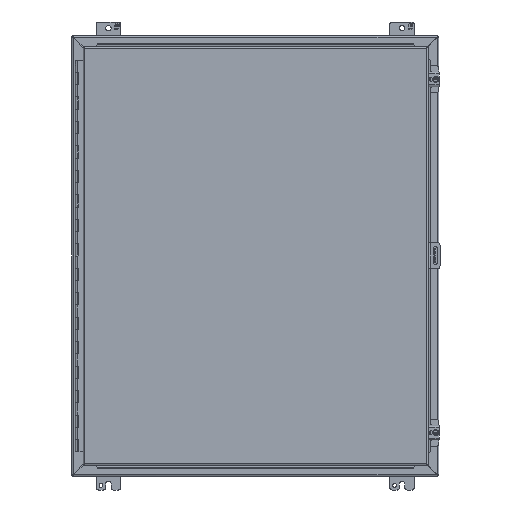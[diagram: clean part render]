
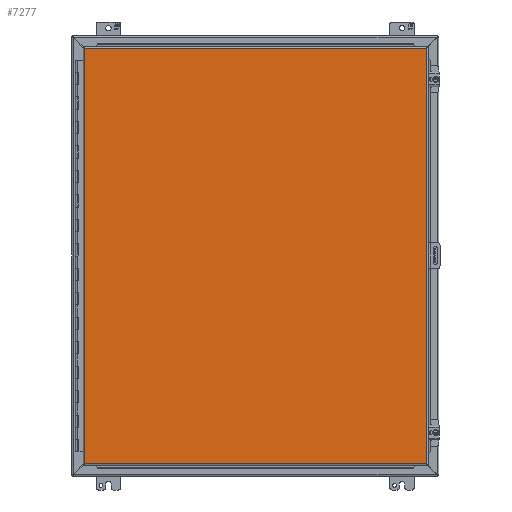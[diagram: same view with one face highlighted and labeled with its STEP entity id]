
A CAD part, front view. The second image highlights one B-rep face of the part: STEP entity #7277.
In plain terms, the highlighted planar face has unit normal (0, -1, 0).
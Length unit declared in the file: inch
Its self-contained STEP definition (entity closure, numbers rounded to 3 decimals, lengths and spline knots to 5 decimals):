
#504 = DIRECTION ( 'NONE',  ( 0., 0., 1. ) ) ;
#621 = VECTOR ( 'NONE', #44110, 39.37008 ) ;
#984 = CARTESIAN_POINT ( 'NONE',  ( 14.017, -7.185, -16.9945 ) ) ;
#1532 = DIRECTION ( 'NONE',  ( 0., -1., 0. ) ) ;
#1762 = PLANE ( 'NONE',  #16592 ) ;
#2951 = EDGE_CURVE ( 'NONE', #19100, #22071, #25924, .T. ) ;
#4729 = LINE ( 'NONE', #43888, #7394 ) ;
#5706 = FACE_OUTER_BOUND ( 'NONE', #19151, .T. ) ;
#6637 = CARTESIAN_POINT ( 'NONE',  ( -13.955, -7.185, 16.9945 ) ) ;
#7277 = ADVANCED_FACE ( 'NONE', ( #5706 ), #1762, .T. ) ;
#7394 = VECTOR ( 'NONE', #504, 39.37008 ) ;
#7454 = DIRECTION ( 'NONE',  ( 1., 0., 0. ) ) ;
#11516 = EDGE_CURVE ( 'NONE', #43633, #19100, #40757, .T. ) ;
#11647 = CARTESIAN_POINT ( 'NONE',  ( -13.955, -7.185, 16.9945 ) ) ;
#12553 = CARTESIAN_POINT ( 'NONE',  ( 14.017, -7.185, 16.9945 ) ) ;
#15743 = ORIENTED_EDGE ( 'NONE', *, *, #39931, .F. ) ;
#16592 = AXIS2_PLACEMENT_3D ( 'NONE', #34403, #1532, #23420 ) ;
#17801 = EDGE_CURVE ( 'NONE', #22071, #28689, #4729, .T. ) ;
#19100 = VERTEX_POINT ( 'NONE', #22950 ) ;
#19151 = EDGE_LOOP ( 'NONE', ( #20581, #15743, #32353, #27594 ) ) ;
#20581 = ORIENTED_EDGE ( 'NONE', *, *, #11516, .F. ) ;
#22071 = VERTEX_POINT ( 'NONE', #32687 ) ;
#22950 = CARTESIAN_POINT ( 'NONE',  ( 14.017, -7.185, -16.9945 ) ) ;
#23420 = DIRECTION ( 'NONE',  ( 0., 0., -1. ) ) ;
#25924 = LINE ( 'NONE', #984, #621 ) ;
#27594 = ORIENTED_EDGE ( 'NONE', *, *, #2951, .F. ) ;
#28689 = VERTEX_POINT ( 'NONE', #6637 ) ;
#31605 = VECTOR ( 'NONE', #37271, 39.37008 ) ;
#32353 = ORIENTED_EDGE ( 'NONE', *, *, #17801, .F. ) ;
#32687 = CARTESIAN_POINT ( 'NONE',  ( -13.955, -7.185, -16.9945 ) ) ;
#32873 = LINE ( 'NONE', #11647, #43382 ) ;
#34403 = CARTESIAN_POINT ( 'NONE',  ( -13.955, -7.185, -16.9945 ) ) ;
#37271 = DIRECTION ( 'NONE',  ( 0., 0., -1. ) ) ;
#39931 = EDGE_CURVE ( 'NONE', #28689, #43633, #32873, .T. ) ;
#40757 = LINE ( 'NONE', #12553, #31605 ) ;
#43382 = VECTOR ( 'NONE', #7454, 39.37008 ) ;
#43633 = VERTEX_POINT ( 'NONE', #43715 ) ;
#43715 = CARTESIAN_POINT ( 'NONE',  ( 14.017, -7.185, 16.9945 ) ) ;
#43888 = CARTESIAN_POINT ( 'NONE',  ( -13.955, -7.185, -16.9945 ) ) ;
#44110 = DIRECTION ( 'NONE',  ( -1., 0., 0. ) ) ;
